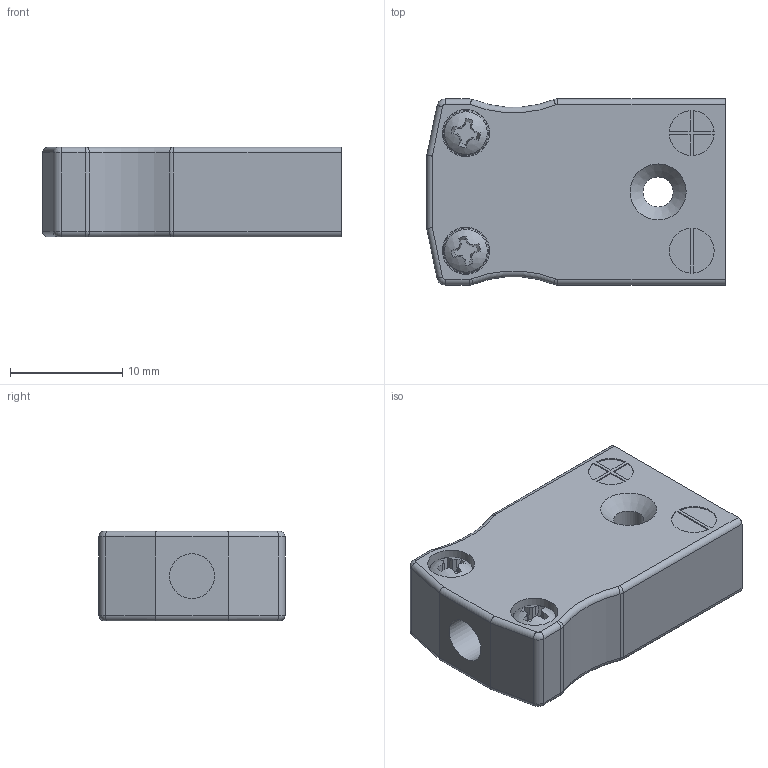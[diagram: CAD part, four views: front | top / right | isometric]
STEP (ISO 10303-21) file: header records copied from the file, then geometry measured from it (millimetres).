
FILE_DESCRIPTION (( 'STEP AP214' ), '1' );
FILE_NAME ('11438-210-Yellow-Miniature inline socket.STEP', '2025-12-05T10:44:02', ( '' ), ( '' ), 'SwSTEP 2.0', 'SolidWorks 2014', '' );
FILE_SCHEMA (( 'AUTOMOTIVE_DESIGN' ));
Length unit declared in the file: millimetre
Products named in the file (5): pan_head_phillip_mc_screw_m2_6.2mm Thread; 127-Miniature inline Socket_Yellow; 11438-210-Yellow-Miniature inline socket; 114-Metal Connection Strip_W4.4mm; 01-Metal Connection Strip
Assembly tree (7 placements, depth 2):
  11438-210-Yellow-Miniature inline socket
    127-Miniature inline Socket_Yellow
    pan_head_phillip_mc_screw_m2_6.2mm Thread  x2
    01-Metal Connection Strip  x2
    114-Metal Connection Strip_W4.4mm  x2
Bounding box: 26.65 x 16.6 x 8.02 mm (x, y, z)
Volume: 2916.9 mm3; surface area: 2811.5 mm2
Topology: 7 solids, 7 shells, 245 faces, 836 edges, 620 vertices
Faces by surface type: plane 122, cylinder 61, bspline 30, torus 18, cone 12, sphere 2
Full cylindrical faces by diameter (mm): 2.2 x2, 2.7 x1, 4 x3, 4.2 x2
Entity records: 104726 total; most frequent: CARTESIAN_POINT 99926, ORIENTED_EDGE 1052, DIRECTION 832, EDGE_CURVE 526, VERTEX_POINT 385, AXIS2_PLACEMENT_3D 301, VECTOR 230, LINE 230
